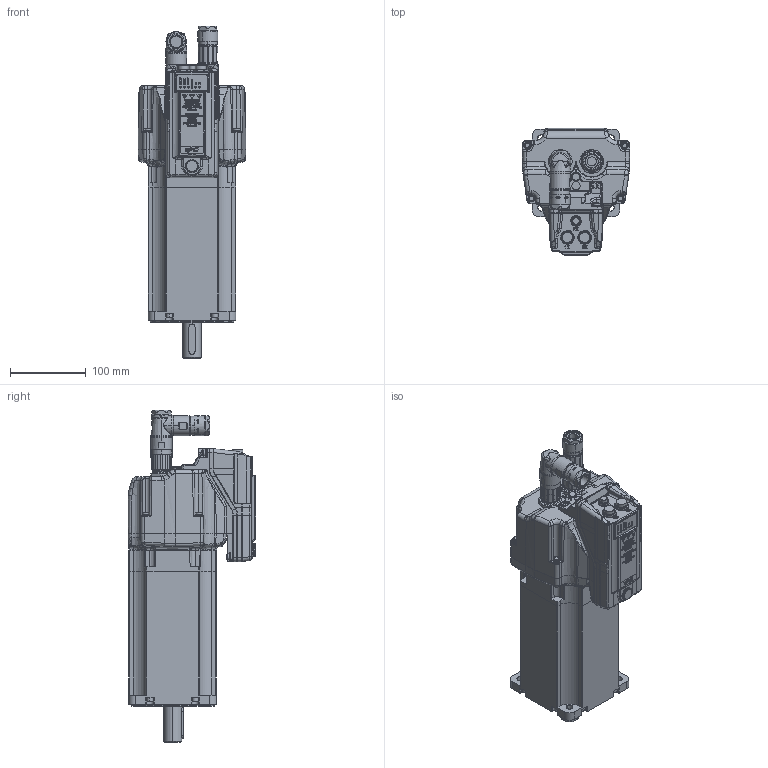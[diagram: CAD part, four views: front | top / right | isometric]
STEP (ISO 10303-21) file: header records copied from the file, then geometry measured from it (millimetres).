
FILE_DESCRIPTION((''),'2;1');
FILE_NAME('ISD520_B64_11U_CF_LIGHT_ASM','2023-09-28T15:47:00',('U381500'),('Danfoss Drives'),'CREO PARAMETRIC BY PTC INC, 2022124','CREO PARAMETRIC BY PTC INC, 2022124','');
FILE_SCHEMA(('CONFIG_CONTROL_DESIGN','GEOMETRIC_VALIDATION_PROPERTIES_MIM'));
Products named in the file (7): ISD520_B64_DRIVE_E2; 175G0336; 175G0337; HUMMEL_755660000S; HUMMEL_7576600000; B64_11U_CF_AFLANGE_STATOR; ISD520_B64_11U_CF_LIGHT_ASM
Assembly tree (6 placements, depth 2):
  ISD520_B64_11U_CF_LIGHT_ASM
    ISD520_B64_DRIVE_E2
    175G0336
    175G0337
    HUMMEL_755660000S
    HUMMEL_7576600000
    B64_11U_CF_AFLANGE_STATOR
Bounding box: 142 x 169 x 439.23 mm (x, y, z)
Volume: 726201.4 mm3; surface area: 463073.6 mm2
Topology: 5 solids, 316 shells, 3386 faces, 11176 edges, 8139 vertices
Faces by surface type: plane 1338, cylinder 879, bspline 526, cone 330, torus 238, extrusion 56, sphere 19
Entity records: 219821 total; most frequent: CARTESIAN_POINT 106572, ORIENTED_EDGE 18584, DIRECTION 16293, EDGE_CURVE 11119, VERTEX_POINT 8139, AXIS2_PLACEMENT_3D 5784, VECTOR 4725, PRESENTATION_STYLE_ASSIGNMENT 4702
